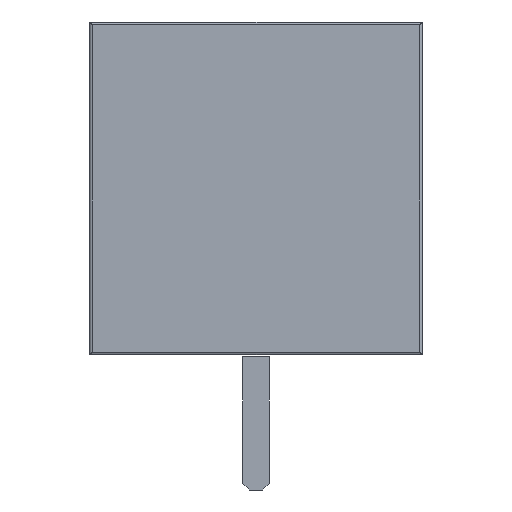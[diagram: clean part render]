
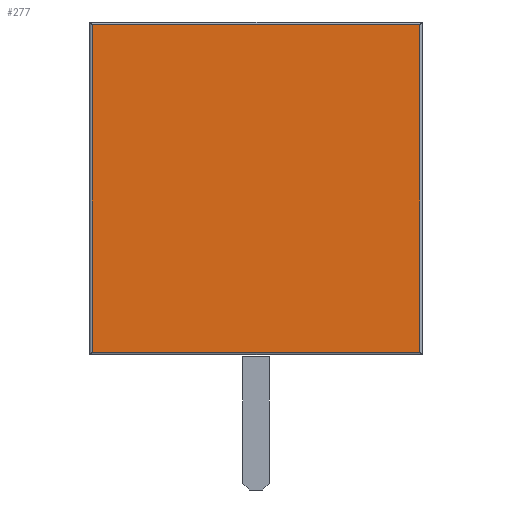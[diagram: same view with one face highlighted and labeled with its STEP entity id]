
A CAD part, left-side view. The second image highlights one B-rep face of the part: STEP entity #277.
In plain terms, the highlighted planar face has unit normal (-1, 0, 0).
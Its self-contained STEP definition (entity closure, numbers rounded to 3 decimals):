
#29=DIRECTION('',(1.,0.,0.));
#35=VECTOR('',#36,1.);
#36=DIRECTION('',(0.,0.,-1.));
#48=DIRECTION('',(0.,1.,0.));
#63=VECTOR('',#64,1.);
#64=DIRECTION('',(0.,-1.,0.));
#114=VERTEX_POINT('',#115);
#115=CARTESIAN_POINT('',(-2.3,-6.15,12.47));
#119=ORIENTED_EDGE('',*,*,#120,.T.);
#120=EDGE_CURVE('',#114,#121,#123,.T.);
#121=VERTEX_POINT('',#122);
#122=CARTESIAN_POINT('',(-2.3,-6.15,0.17));
#123=LINE('',#124,#35);
#124=CARTESIAN_POINT('',(-2.3,-6.15,12.57));
#142=VECTOR('',#48,1.);
#154=DIRECTION('',(0.,0.,1.));
#162=VECTOR('',#154,1.);
#201=VERTEX_POINT('',#202);
#202=CARTESIAN_POINT('',(-2.3,6.15,12.47));
#206=ORIENTED_EDGE('',*,*,#207,.T.);
#207=EDGE_CURVE('',#201,#114,#208,.T.);
#208=LINE('',#209,#63);
#209=CARTESIAN_POINT('',(-2.3,6.25,12.47));
#277=ADVANCED_FACE('',(#278),#290,.F.);
#278=FACE_BOUND('',#279,.F.);
#279=EDGE_LOOP('',(#119,#280,#286,#206));
#280=ORIENTED_EDGE('',*,*,#281,.T.);
#281=EDGE_CURVE('',#121,#282,#284,.T.);
#282=VERTEX_POINT('',#283);
#283=CARTESIAN_POINT('',(-2.3,6.15,0.17));
#284=LINE('',#285,#142);
#285=CARTESIAN_POINT('',(-2.3,-6.25,0.17));
#286=ORIENTED_EDGE('',*,*,#287,.T.);
#287=EDGE_CURVE('',#282,#201,#288,.T.);
#288=LINE('',#289,#162);
#289=CARTESIAN_POINT('',(-2.3,6.15,0.07));
#290=PLANE('',#291);
#291=AXIS2_PLACEMENT_3D('',#292,#29,#36);
#292=CARTESIAN_POINT('',(-2.3,0.,6.32));
